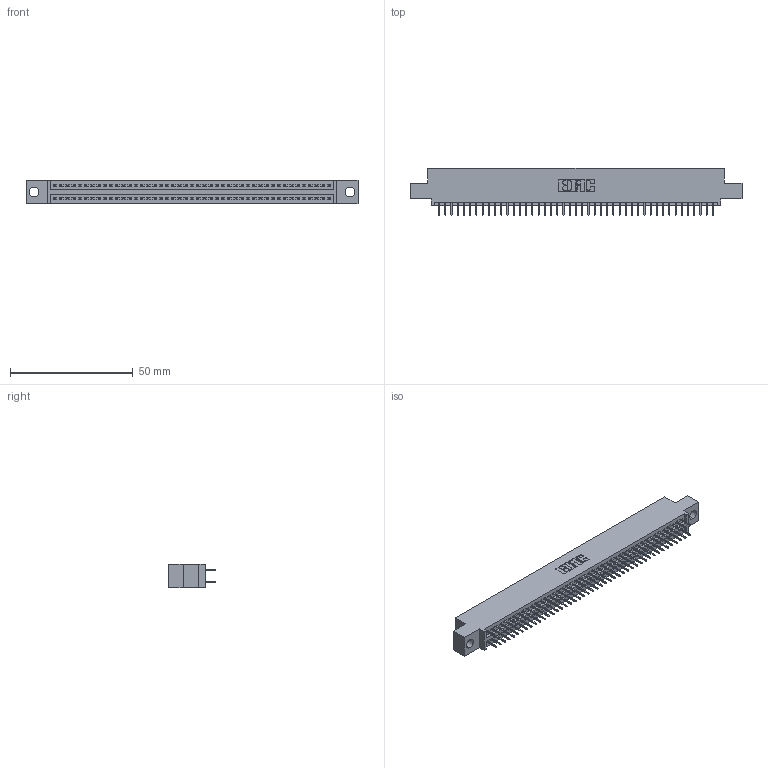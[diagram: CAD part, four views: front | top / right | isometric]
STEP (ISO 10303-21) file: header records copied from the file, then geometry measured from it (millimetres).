
FILE_DESCRIPTION (( 'STEP AP203' ), '1' );
FILE_NAME ('395-090-524-504.STEP', '2018-11-29T03:10:14', ( '' ), ( '' ), 'SwSTEP 2.0', 'SolidWorks 2016', '' );
FILE_SCHEMA (( 'CONFIG_CONTROL_DESIGN' ));
Length unit declared in the file: inch
Products named in the file (3): 345 Part_0.110 Offset - 0.156 Dia-TH; 345-292-001_345-293-124; 395-090-524-504
Assembly tree (91 placements, depth 2):
  395-090-524-504
    345 Part_0.110 Offset - 0.156 Dia-TH
    345-292-001_345-293-124  x90
Bounding box: 135.51 x 19.35 x 9.4 mm (x, y, z)
Volume: 12893.9 mm3; surface area: 18665.9 mm2
Topology: 91 solids, 91 shells, 4990 faces, 14123 edges, 9054 vertices
Faces by surface type: plane 3594, cylinder 1396
Entity records: 35113 total; most frequent: CARTESIAN_POINT 5884, ORIENTED_EDGE 5818, DIRECTION 5185, EDGE_CURVE 2909, LINE 2601, VECTOR 2601, VERTEX_POINT 1934, AXIS2_PLACEMENT_3D 1292
